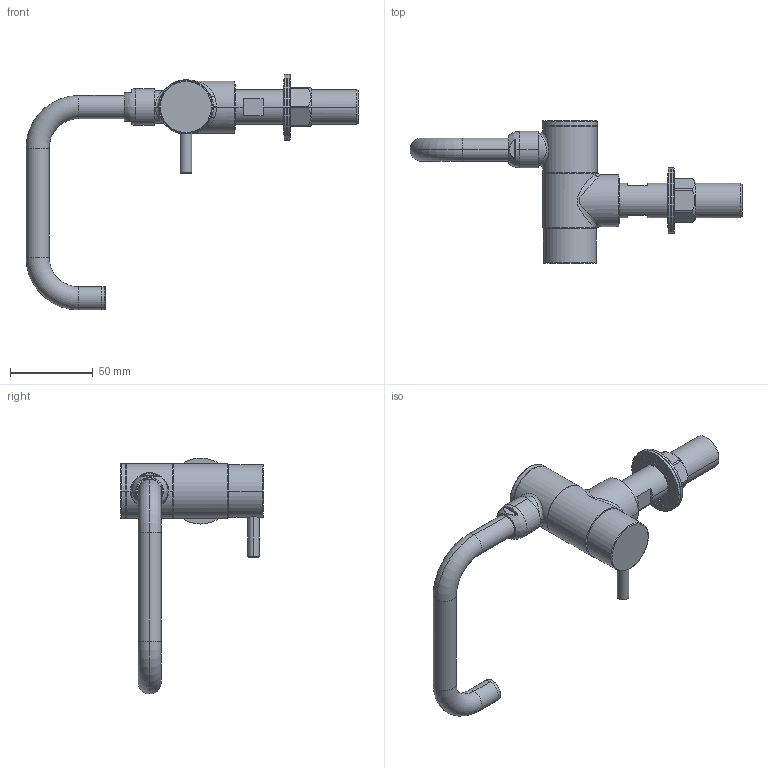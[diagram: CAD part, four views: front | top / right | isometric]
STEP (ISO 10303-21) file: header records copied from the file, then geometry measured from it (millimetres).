
FILE_DESCRIPTION((''),'2;1');
FILE_NAME('JS1A0578_ASM','2021-03-07T',('蚰貀癡妧庣斕勛'),('Globeunion.com'),'PRO/ENGINEER BY PARAMETRIC TECHNOLOGY CORPORATION, 2014000','PRO/ENGINEER BY PARAMETRIC TECHNOLOGY CORPORATION, 2014000','');
FILE_SCHEMA(('CONFIG_CONTROL_DESIGN'));
Length unit declared in the file: millimetre
Products named in the file (25): 106781N-90; 071088N; 0271229; 027121; 106850_ASM; 531093C; 038664; 020423; 034131; 038659_ASM; 027480; 028112; 120500N; 045514N; 027145; 124234; 027424; 028113; 058617; 052048; 027446; 124240_ASM; 024080; 058620; JS1A0578_ASM
Assembly tree (27 placements, depth 3):
  JS1A0578_ASM
    106850_ASM
      106781N-90
      071088N
      0271229
      027121
    531093C
    038659_ASM
      038664
      020423
      034131
    027480  x2
    028112  x2
    120500N
    045514N
    027145
    124240_ASM
      124234
      027424  x2
      028113
      058617
      052048
      027446
    024080
    058620
Bounding box: 201.2 x 86.5 x 143 mm (x, y, z)
Volume: 87242.5 mm3; surface area: 79128.7 mm2
Topology: 26 solids, 26 shells, 793 faces, 1807 edges, 1106 vertices
Faces by surface type: plane 255, cylinder 254, cone 142, torus 112, bspline 28, sphere 2
Entity records: 25987 total; most frequent: CARTESIAN_POINT 7621, DIRECTION 4060, ORIENTED_EDGE 3546, EDGE_CURVE 1773, AXIS2_PLACEMENT_3D 1701, VERTEX_POINT 1090, EDGE_LOOP 891, CIRCLE 884
